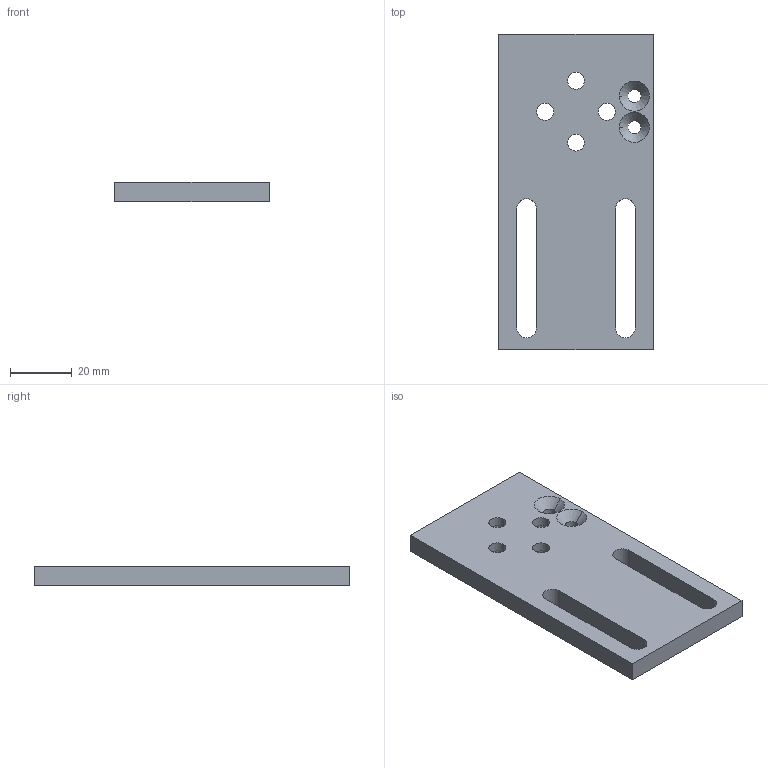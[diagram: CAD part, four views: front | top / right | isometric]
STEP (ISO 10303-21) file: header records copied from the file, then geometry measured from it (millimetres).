
FILE_DESCRIPTION (( 'STEP AP214' ), '1' );
FILE_NAME ('LASER_PLATE.STEP', '2016-04-27T03:58:33', ( 'coeadmin' ), ( '' ), 'SwSTEP 2.0', 'SolidWorks 2015', '' );
FILE_SCHEMA (( 'AUTOMOTIVE_DESIGN' ));
Length unit declared in the file: inch
Products named in the file (1): LASER_PLATE
Bounding box: 50 x 101.99 x 6.35 mm (x, y, z)
Volume: 27209.5 mm3; surface area: 12777.3 mm2
Topology: 1 solids, 1 shells, 42 faces, 104 edges, 68 vertices
Faces by surface type: cylinder 24, plane 14, cone 4
Entity records: 1340 total; most frequent: DIRECTION 242, CARTESIAN_POINT 215, ORIENTED_EDGE 208, EDGE_CURVE 104, AXIS2_PLACEMENT_3D 95, VERTEX_POINT 68, EDGE_LOOP 62, CIRCLE 52
